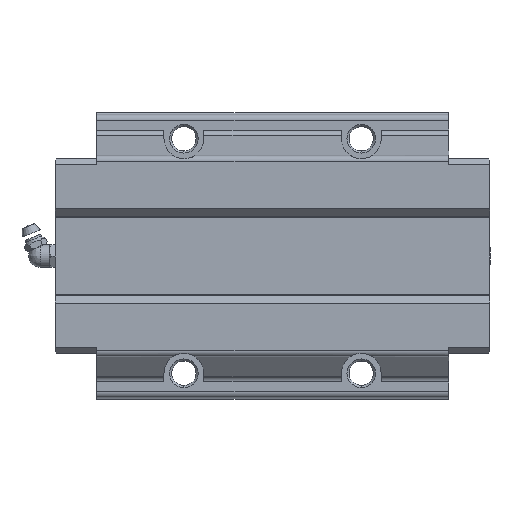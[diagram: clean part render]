
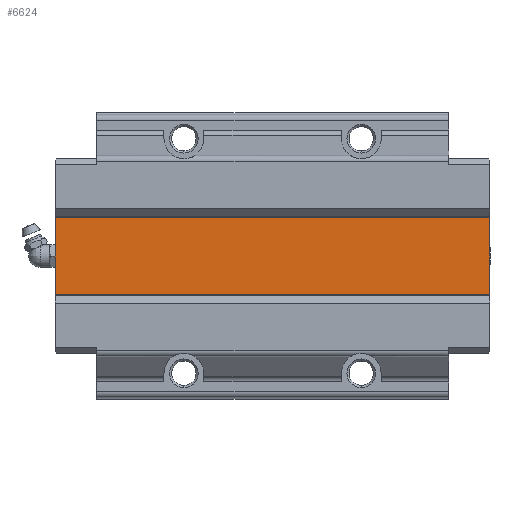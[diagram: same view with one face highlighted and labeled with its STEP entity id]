
A CAD part, front view. The second image highlights one B-rep face of the part: STEP entity #6624.
In plain terms, the highlighted planar face has unit normal (0, -1, 0).
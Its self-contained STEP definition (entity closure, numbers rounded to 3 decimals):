
#191 = AXIS2_PLACEMENT_3D ( 'NONE', #6872, #5987, #5877 ) ;
#211 = ORIENTED_EDGE ( 'NONE', *, *, #6226, .T. ) ;
#233 = VECTOR ( 'NONE', #5899, 1000. ) ;
#510 = CARTESIAN_POINT ( 'NONE',  ( 76., 18.5, 14.018 ) ) ;
#616 = EDGE_LOOP ( 'NONE', ( #3044, #4338, #211, #3721 ) ) ;
#744 = VERTEX_POINT ( 'NONE', #4519 ) ;
#895 = LINE ( 'NONE', #5020, #6572 ) ;
#1199 = PLANE ( 'NONE',  #191 ) ;
#1228 = VERTEX_POINT ( 'NONE', #4309 ) ;
#1366 = VERTEX_POINT ( 'NONE', #2643 ) ;
#1934 = VECTOR ( 'NONE', #2913, 1000. ) ;
#2222 = VERTEX_POINT ( 'NONE', #510 ) ;
#2447 = LINE ( 'NONE', #6765, #1934 ) ;
#2643 = CARTESIAN_POINT ( 'NONE',  ( -76., 18.5, -14.018 ) ) ;
#2913 = DIRECTION ( 'NONE',  ( 0., 0., 1. ) ) ;
#3044 = ORIENTED_EDGE ( 'NONE', *, *, #5199, .T. ) ;
#3721 = ORIENTED_EDGE ( 'NONE', *, *, #4397, .T. ) ;
#3769 = CARTESIAN_POINT ( 'NONE',  ( 76., 18.5, -14.018 ) ) ;
#4309 = CARTESIAN_POINT ( 'NONE',  ( -76., 18.5, 14.018 ) ) ;
#4338 = ORIENTED_EDGE ( 'NONE', *, *, #4510, .T. ) ;
#4397 = EDGE_CURVE ( 'NONE', #1366, #744, #6407, .T. ) ;
#4510 = EDGE_CURVE ( 'NONE', #2222, #1228, #895, .T. ) ;
#4519 = CARTESIAN_POINT ( 'NONE',  ( 76., 18.5, -14.018 ) ) ;
#4866 = DIRECTION ( 'NONE',  ( 0., 0., -1. ) ) ;
#5020 = CARTESIAN_POINT ( 'NONE',  ( 76., 18.5, 14.018 ) ) ;
#5199 = EDGE_CURVE ( 'NONE', #744, #2222, #2447, .T. ) ;
#5393 = FACE_OUTER_BOUND ( 'NONE', #616, .T. ) ;
#5587 = DIRECTION ( 'NONE',  ( -1., 0., 0. ) ) ;
#5877 = DIRECTION ( 'NONE',  ( 0., 0., -1. ) ) ;
#5899 = DIRECTION ( 'NONE',  ( 1., 0., 0. ) ) ;
#5958 = CARTESIAN_POINT ( 'NONE',  ( -76., 18.5, -14.018 ) ) ;
#5987 = DIRECTION ( 'NONE',  ( 0., -1., 0. ) ) ;
#5992 = LINE ( 'NONE', #5958, #6445 ) ;
#6226 = EDGE_CURVE ( 'NONE', #1228, #1366, #5992, .T. ) ;
#6407 = LINE ( 'NONE', #3769, #233 ) ;
#6445 = VECTOR ( 'NONE', #4866, 1000. ) ;
#6572 = VECTOR ( 'NONE', #5587, 1000. ) ;
#6624 = ADVANCED_FACE ( 'NONE', ( #5393 ), #1199, .T. ) ;
#6765 = CARTESIAN_POINT ( 'NONE',  ( 76., 18.5, -14.018 ) ) ;
#6872 = CARTESIAN_POINT ( 'NONE',  ( 76., 18.5, -14.018 ) ) ;
